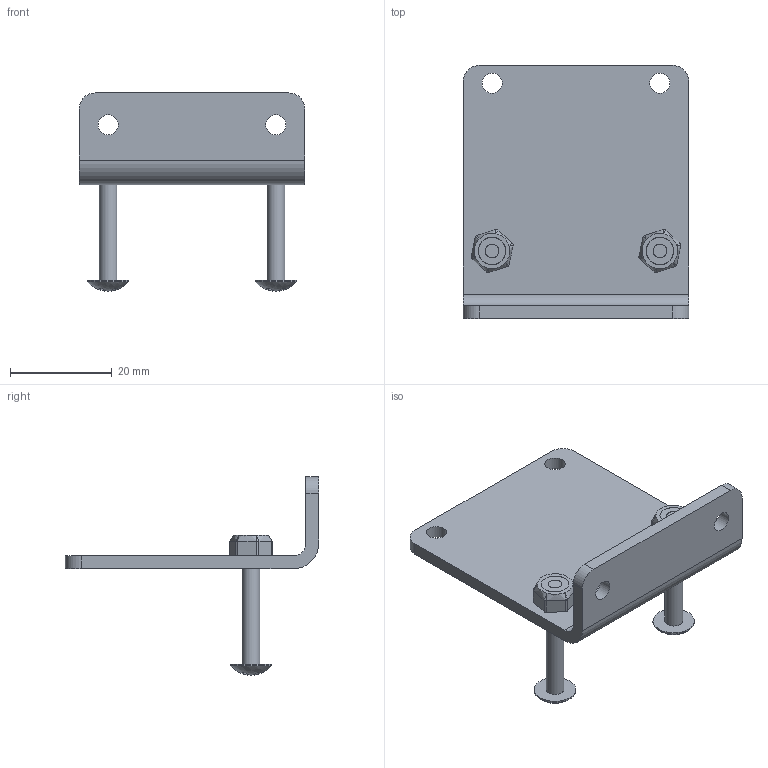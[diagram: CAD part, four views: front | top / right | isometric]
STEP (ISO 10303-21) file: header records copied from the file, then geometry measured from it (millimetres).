
FILE_DESCRIPTION(/* description */ (''),/* implementation_level */ '2;1');
FILE_NAME(/* name */ '10346.stp',/* time_stamp */ '2017-07-05T18:13:52-07:00',/* author */ ('JP'),/* organization */ (''),/* preprocessor_version */ 'ST-DEVELOPER v16.13',/* originating_system */ 'Autodesk Inventor 2018',/* authorisation */ '');
FILE_SCHEMA (('AUTOMOTIVE_DESIGN { 1 0 10303 214 3 1 1 }'));
Length unit declared in the file: inch
Products named in the file (4): Assembly1; 202235; ANSI B18.6.3 - No. 6 - 32 - 1; nylock-nut
Assembly tree (5 placements, depth 2):
  Assembly1
    202235
    ANSI B18.6.3 - No. 6 - 32 - 1  x2
    nylock-nut  x2
Bounding box: 44.45 x 49.82 x 38.97 mm (x, y, z)
Volume: 7948.3 mm3; surface area: 7589.3 mm2
Topology: 5 solids, 5 shells, 140 faces, 370 edges, 236 vertices
Faces by surface type: plane 50, cylinder 36, bspline 24, cone 20, torus 8, sphere 2
Full cylindrical faces by diameter (mm): 2.642 x2, 2.667 x2, 3.505 x2, 3.962 x6, 5.359 x2, 5.397 x2, 8.153 x2
Entity records: 2861 total; most frequent: CARTESIAN_POINT 787, DIRECTION 416, ORIENTED_EDGE 374, EDGE_CURVE 187, AXIS2_PLACEMENT_3D 176, VERTEX_POINT 131, EDGE_LOOP 112, FACE_OUTER_BOUND 80
